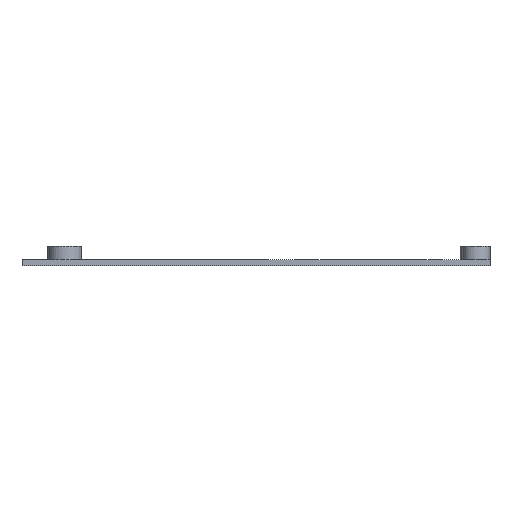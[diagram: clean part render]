
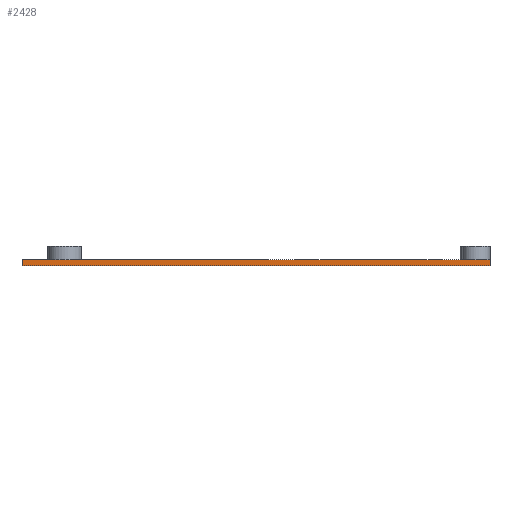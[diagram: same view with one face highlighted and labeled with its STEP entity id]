
A CAD part, left-side view. The second image highlights one B-rep face of the part: STEP entity #2428.
In plain terms, the highlighted planar face has unit normal (-1, 0, 0).
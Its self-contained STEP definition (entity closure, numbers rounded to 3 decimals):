
#74 = PLANE('',#75);
#75 = AXIS2_PLACEMENT_3D('',#76,#77,#78);
#76 = CARTESIAN_POINT('',(111.743,-78.231,0.));
#77 = DIRECTION('',(0.,0.,1.));
#78 = DIRECTION('',(1.,0.,0.));
#145 = VERTEX_POINT('',#146);
#146 = CARTESIAN_POINT('',(60.75,-20.25,0.));
#162 = PLANE('',#163);
#163 = AXIS2_PLACEMENT_3D('',#164,#165,#166);
#164 = CARTESIAN_POINT('',(60.75,-20.25,0.));
#165 = DIRECTION('',(0.,1.,0.));
#166 = DIRECTION('',(1.,0.,0.));
#174 = EDGE_CURVE('',#175,#145,#177,.T.);
#175 = VERTEX_POINT('',#176);
#176 = CARTESIAN_POINT('',(60.75,-130.25,0.));
#177 = SURFACE_CURVE('',#178,(#182,#189),.PCURVE_S1.);
#178 = LINE('',#179,#180);
#179 = CARTESIAN_POINT('',(60.75,-130.25,0.));
#180 = VECTOR('',#181,1.);
#181 = DIRECTION('',(0.,1.,0.));
#182 = PCURVE('',#74,#183);
#183 = DEFINITIONAL_REPRESENTATION('',(#184),#188);
#184 = LINE('',#185,#186);
#185 = CARTESIAN_POINT('',(-50.993,-52.019));
#186 = VECTOR('',#187,1.);
#187 = DIRECTION('',(0.,1.));
#188 = ( GEOMETRIC_REPRESENTATION_CONTEXT(2) 
PARAMETRIC_REPRESENTATION_CONTEXT() REPRESENTATION_CONTEXT('2D SPACE',''
  ) );
#189 = PCURVE('',#190,#195);
#190 = PLANE('',#191);
#191 = AXIS2_PLACEMENT_3D('',#192,#193,#194);
#192 = CARTESIAN_POINT('',(60.75,-130.25,0.));
#193 = DIRECTION('',(-1.,0.,0.));
#194 = DIRECTION('',(0.,1.,0.));
#195 = DEFINITIONAL_REPRESENTATION('',(#196),#200);
#196 = LINE('',#197,#198);
#197 = CARTESIAN_POINT('',(0.,0.));
#198 = VECTOR('',#199,1.);
#199 = DIRECTION('',(1.,0.));
#200 = ( GEOMETRIC_REPRESENTATION_CONTEXT(2) 
PARAMETRIC_REPRESENTATION_CONTEXT() REPRESENTATION_CONTEXT('2D SPACE',''
  ) );
#218 = PLANE('',#219);
#219 = AXIS2_PLACEMENT_3D('',#220,#221,#222);
#220 = CARTESIAN_POINT('',(162.75,-130.25,0.));
#221 = DIRECTION('',(0.,-1.,0.));
#222 = DIRECTION('',(-1.,0.,0.));
#2356 = EDGE_CURVE('',#145,#2357,#2359,.T.);
#2357 = VERTEX_POINT('',#2358);
#2358 = CARTESIAN_POINT('',(60.75,-20.25,1.5));
#2359 = SURFACE_CURVE('',#2360,(#2364,#2371),.PCURVE_S1.);
#2360 = LINE('',#2361,#2362);
#2361 = CARTESIAN_POINT('',(60.75,-20.25,0.));
#2362 = VECTOR('',#2363,1.);
#2363 = DIRECTION('',(0.,0.,1.));
#2364 = PCURVE('',#162,#2365);
#2365 = DEFINITIONAL_REPRESENTATION('',(#2366),#2370);
#2366 = LINE('',#2367,#2368);
#2367 = CARTESIAN_POINT('',(0.,0.));
#2368 = VECTOR('',#2369,1.);
#2369 = DIRECTION('',(0.,-1.));
#2370 = ( GEOMETRIC_REPRESENTATION_CONTEXT(2) 
PARAMETRIC_REPRESENTATION_CONTEXT() REPRESENTATION_CONTEXT('2D SPACE',''
  ) );
#2371 = PCURVE('',#190,#2372);
#2372 = DEFINITIONAL_REPRESENTATION('',(#2373),#2377);
#2373 = LINE('',#2374,#2375);
#2374 = CARTESIAN_POINT('',(110.,0.));
#2375 = VECTOR('',#2376,1.);
#2376 = DIRECTION('',(0.,-1.));
#2377 = ( GEOMETRIC_REPRESENTATION_CONTEXT(2) 
PARAMETRIC_REPRESENTATION_CONTEXT() REPRESENTATION_CONTEXT('2D SPACE',''
  ) );
#2395 = PLANE('',#2396);
#2396 = AXIS2_PLACEMENT_3D('',#2397,#2398,#2399);
#2397 = CARTESIAN_POINT('',(111.743,-78.231,1.5));
#2398 = DIRECTION('',(0.,0.,1.));
#2399 = DIRECTION('',(1.,0.,0.));
#2428 = ADVANCED_FACE('',(#2429),#190,.T.);
#2429 = FACE_BOUND('',#2430,.T.);
#2430 = EDGE_LOOP('',(#2431,#2454,#2475,#2476));
#2431 = ORIENTED_EDGE('',*,*,#2432,.T.);
#2432 = EDGE_CURVE('',#175,#2433,#2435,.T.);
#2433 = VERTEX_POINT('',#2434);
#2434 = CARTESIAN_POINT('',(60.75,-130.25,1.5));
#2435 = SURFACE_CURVE('',#2436,(#2440,#2447),.PCURVE_S1.);
#2436 = LINE('',#2437,#2438);
#2437 = CARTESIAN_POINT('',(60.75,-130.25,0.));
#2438 = VECTOR('',#2439,1.);
#2439 = DIRECTION('',(0.,0.,1.));
#2440 = PCURVE('',#190,#2441);
#2441 = DEFINITIONAL_REPRESENTATION('',(#2442),#2446);
#2442 = LINE('',#2443,#2444);
#2443 = CARTESIAN_POINT('',(0.,0.));
#2444 = VECTOR('',#2445,1.);
#2445 = DIRECTION('',(0.,-1.));
#2446 = ( GEOMETRIC_REPRESENTATION_CONTEXT(2) 
PARAMETRIC_REPRESENTATION_CONTEXT() REPRESENTATION_CONTEXT('2D SPACE',''
  ) );
#2447 = PCURVE('',#218,#2448);
#2448 = DEFINITIONAL_REPRESENTATION('',(#2449),#2453);
#2449 = LINE('',#2450,#2451);
#2450 = CARTESIAN_POINT('',(102.,0.));
#2451 = VECTOR('',#2452,1.);
#2452 = DIRECTION('',(0.,-1.));
#2453 = ( GEOMETRIC_REPRESENTATION_CONTEXT(2) 
PARAMETRIC_REPRESENTATION_CONTEXT() REPRESENTATION_CONTEXT('2D SPACE',''
  ) );
#2454 = ORIENTED_EDGE('',*,*,#2455,.T.);
#2455 = EDGE_CURVE('',#2433,#2357,#2456,.T.);
#2456 = SURFACE_CURVE('',#2457,(#2461,#2468),.PCURVE_S1.);
#2457 = LINE('',#2458,#2459);
#2458 = CARTESIAN_POINT('',(60.75,-130.25,1.5));
#2459 = VECTOR('',#2460,1.);
#2460 = DIRECTION('',(0.,1.,0.));
#2461 = PCURVE('',#190,#2462);
#2462 = DEFINITIONAL_REPRESENTATION('',(#2463),#2467);
#2463 = LINE('',#2464,#2465);
#2464 = CARTESIAN_POINT('',(0.,-1.5));
#2465 = VECTOR('',#2466,1.);
#2466 = DIRECTION('',(1.,0.));
#2467 = ( GEOMETRIC_REPRESENTATION_CONTEXT(2) 
PARAMETRIC_REPRESENTATION_CONTEXT() REPRESENTATION_CONTEXT('2D SPACE',''
  ) );
#2468 = PCURVE('',#2395,#2469);
#2469 = DEFINITIONAL_REPRESENTATION('',(#2470),#2474);
#2470 = LINE('',#2471,#2472);
#2471 = CARTESIAN_POINT('',(-50.993,-52.019));
#2472 = VECTOR('',#2473,1.);
#2473 = DIRECTION('',(0.,1.));
#2474 = ( GEOMETRIC_REPRESENTATION_CONTEXT(2) 
PARAMETRIC_REPRESENTATION_CONTEXT() REPRESENTATION_CONTEXT('2D SPACE',''
  ) );
#2475 = ORIENTED_EDGE('',*,*,#2356,.F.);
#2476 = ORIENTED_EDGE('',*,*,#174,.F.);
